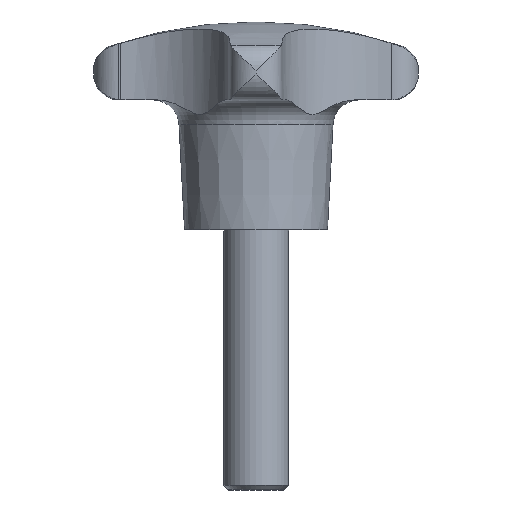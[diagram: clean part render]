
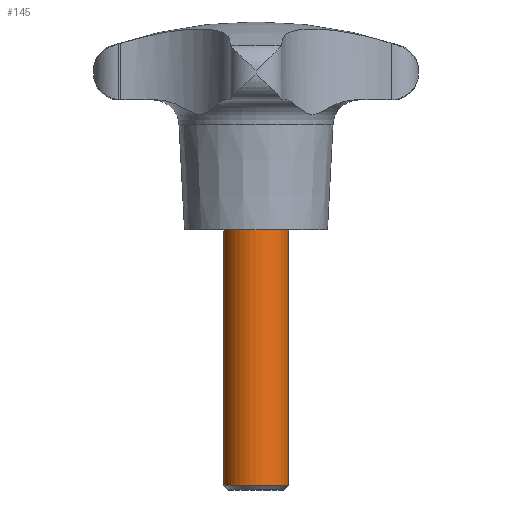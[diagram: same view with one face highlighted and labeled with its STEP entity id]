
A CAD part, front view. The second image highlights one B-rep face of the part: STEP entity #145.
In plain terms, the highlighted cylindrical face has radius 5 mm (diameter 10 mm), a partial arc.
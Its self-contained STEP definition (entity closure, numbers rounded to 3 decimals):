
#145=ADVANCED_FACE('',(#286),#287,.T.);
#286=FACE_OUTER_BOUND('',#421,.T.);
#287=CYLINDRICAL_SURFACE('',#422,5.);
#421=EDGE_LOOP('',(#805,#806,#807,#808));
#422=AXIS2_PLACEMENT_3D('',#809,#810,#811);
#805=ORIENTED_EDGE('',*,*,#836,.T.);
#806=ORIENTED_EDGE('',*,*,#982,.F.);
#807=ORIENTED_EDGE('',*,*,#838,.T.);
#808=ORIENTED_EDGE('',*,*,#980,.T.);
#809=CARTESIAN_POINT('',(0.,0.,-1.));
#810=DIRECTION('',(0.0,0.0,1.0));
#811=DIRECTION('',(1.0,0.,0.0));
#836=EDGE_CURVE('',#998,#999,#1000,.T.);
#838=EDGE_CURVE('',#1003,#1001,#1004,.T.);
#980=EDGE_CURVE('',#1001,#998,#1212,.T.);
#982=EDGE_CURVE('',#1003,#999,#1214,.T.);
#998=VERTEX_POINT('',#1259);
#999=VERTEX_POINT('',#1260);
#1000=LINE('',#1261,#1262);
#1001=VERTEX_POINT('',#1263);
#1003=VERTEX_POINT('',#1265);
#1004=LINE('',#1266,#1267);
#1212=CIRCLE('',#1960,5.);
#1214=CIRCLE('',#1962,5.);
#1259=CARTESIAN_POINT('',(5.,0.,-39.25));
#1260=CARTESIAN_POINT('',(5.,0.,0.));
#1261=CARTESIAN_POINT('',(5.,0.,-1.));
#1262=VECTOR('',#1972,1.0);
#1263=CARTESIAN_POINT('',(-5.0,0.,-39.25));
#1265=CARTESIAN_POINT('',(-5.0,0.,0.));
#1266=CARTESIAN_POINT('',(-5.0,0.,-1.));
#1267=VECTOR('',#1976,1.0);
#1960=AXIS2_PLACEMENT_3D('',#2118,#2119,#2120);
#1962=AXIS2_PLACEMENT_3D('',#2121,#2122,#2123);
#1972=DIRECTION('',(0.0,0.0,1.0));
#1976=DIRECTION('',(-0.0,-0.0,-1.0));
#2118=CARTESIAN_POINT('',(0.,0.,-39.25));
#2119=DIRECTION('',(0.0,0.0,1.0));
#2120=DIRECTION('',(1.0,0.,0.0));
#2121=CARTESIAN_POINT('',(0.,0.,0.));
#2122=DIRECTION('',(0.0,0.0,1.0));
#2123=DIRECTION('',(1.0,0.,0.0));
